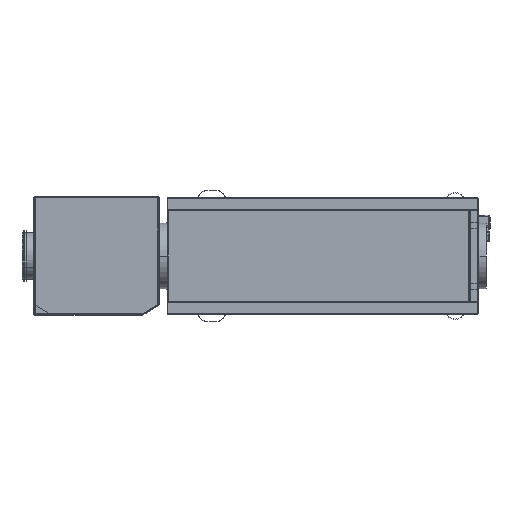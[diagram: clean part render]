
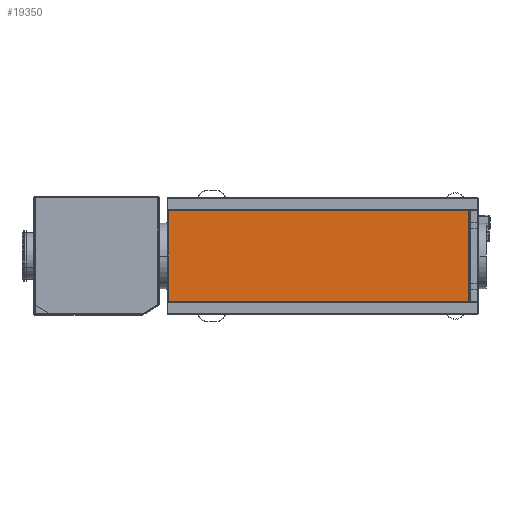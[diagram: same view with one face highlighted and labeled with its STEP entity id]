
A CAD part, front view. The second image highlights one B-rep face of the part: STEP entity #19350.
In plain terms, the highlighted planar face has unit normal (0, -1, 0).
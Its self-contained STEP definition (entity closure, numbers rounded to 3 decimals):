
#19337=AXIS2_PLACEMENT_3D('Plane Axis2P3D',#19334,#19335,#19336) ;
#18919=CARTESIAN_POINT('Vertex',(470.25,-280.,1.25)) ;
#19040=CARTESIAN_POINT('Vertex',(-497.5,-280.,1.25)) ;
#19173=CARTESIAN_POINT('Line Origine',(470.25,-280.,147.5)) ;
#19177=CARTESIAN_POINT('Vertex',(470.25,-280.,293.75)) ;
#19197=CARTESIAN_POINT('Line Origine',(-12.875,-280.,1.25)) ;
#19215=CARTESIAN_POINT('Line Origine',(-497.5,-280.,147.5)) ;
#19219=CARTESIAN_POINT('Vertex',(-497.5,-280.,293.75)) ;
#19334=CARTESIAN_POINT('Axis2P3D Location',(-497.5,-280.,147.5)) ;
#19339=CARTESIAN_POINT('Line Origine',(-13.625,-280.,293.75)) ;
#19174=DIRECTION('Vector Direction',(0.,0.,1.)) ;
#19198=DIRECTION('Vector Direction',(1.,0.,0.)) ;
#19216=DIRECTION('Vector Direction',(0.,0.,1.)) ;
#19335=DIRECTION('Axis2P3D Direction',(0.,-1.,0.)) ;
#19336=DIRECTION('Axis2P3D XDirection',(0.,0.,-1.)) ;
#19340=DIRECTION('Vector Direction',(1.,0.,0.)) ;
#19175=VECTOR('Line Direction',#19174,1.) ;
#19199=VECTOR('Line Direction',#19198,1.) ;
#19217=VECTOR('Line Direction',#19216,1.) ;
#19341=VECTOR('Line Direction',#19340,1.) ;
#19345=ORIENTED_EDGE('',*,*,#19221,.F.) ;
#19346=ORIENTED_EDGE('',*,*,#19201,.F.) ;
#19347=ORIENTED_EDGE('',*,*,#19179,.T.) ;
#19348=ORIENTED_EDGE('',*,*,#19343,.F.) ;
#19350=ADVANCED_FACE('FR 3D-Vorlage',(#19349),#19338,.T.) ;
#19179=EDGE_CURVE('',#18920,#19178,#19176,.T.) ;
#19201=EDGE_CURVE('',#18920,#19041,#19200,.F.) ;
#19221=EDGE_CURVE('',#19041,#19220,#19218,.T.) ;
#19343=EDGE_CURVE('',#19220,#19178,#19342,.T.) ;
#19344=EDGE_LOOP('',(#19345,#19346,#19347,#19348)) ;
#19349=FACE_OUTER_BOUND('',#19344,.T.) ;
#19176=LINE('Line',#19173,#19175) ;
#19200=LINE('Line',#19197,#19199) ;
#19218=LINE('Line',#19215,#19217) ;
#19342=LINE('Line',#19339,#19341) ;
#19338=PLANE('',#19337) ;
#18920=VERTEX_POINT('',#18919) ;
#19041=VERTEX_POINT('',#19040) ;
#19178=VERTEX_POINT('',#19177) ;
#19220=VERTEX_POINT('',#19219) ;
